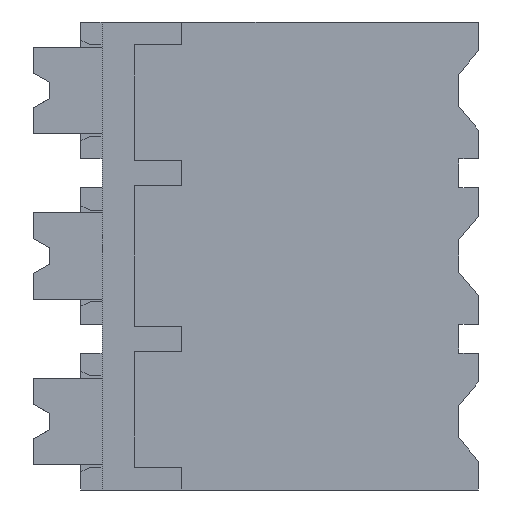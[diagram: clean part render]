
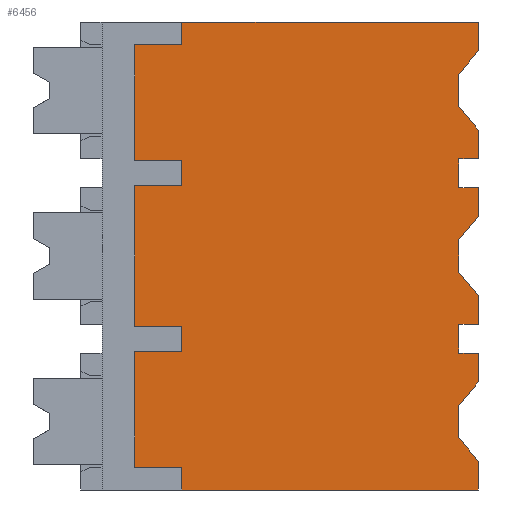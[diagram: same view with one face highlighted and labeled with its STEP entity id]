
A CAD part, left-side view. The second image highlights one B-rep face of the part: STEP entity #6456.
In plain terms, the highlighted planar face has unit normal (-1, 0, 0).
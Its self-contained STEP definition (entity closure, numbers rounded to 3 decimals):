
#50=DIRECTION('',(0.,-1.,0.));
#51=VECTOR('',#50,9.1);
#52=CARTESIAN_POINT('',(0.,9.1,-12.26));
#53=LINE('',#52,#51);
#1322=DIRECTION('',(0.,0.,1.));
#1323=VECTOR('',#1322,0.885);
#1324=CARTESIAN_POINT('',(0.,0.,1.215));
#1325=LINE('',#1324,#1323);
#1338=DIRECTION('',(0.,0.,1.));
#1339=VECTOR('',#1338,0.885);
#1340=CARTESIAN_POINT('',(0.,0.,-12.26));
#1341=LINE('',#1340,#1339);
#1346=DIRECTION('',(0.,0.,1.));
#1347=VECTOR('',#1346,0.885);
#1348=CARTESIAN_POINT('',(0.,0.,-2.1));
#1349=LINE('',#1348,#1347);
#1370=DIRECTION('',(0.,0.,1.));
#1371=VECTOR('',#1370,0.885);
#1372=CARTESIAN_POINT('',(0.,0.,-3.865));
#1373=LINE('',#1372,#1371);
#1378=DIRECTION('',(0.,0.,1.));
#1379=VECTOR('',#1378,0.885);
#1380=CARTESIAN_POINT('',(0.,0.,-7.18));
#1381=LINE('',#1380,#1379);
#1402=DIRECTION('',(0.,0.,1.));
#1403=VECTOR('',#1402,0.885);
#1404=CARTESIAN_POINT('',(0.,0.,-8.945));
#1405=LINE('',#1404,#1403);
#1410=DIRECTION('',(0.,1.,0.));
#1411=VECTOR('',#1410,0.6);
#1412=CARTESIAN_POINT('',(0.,0.,-7.18));
#1413=LINE('',#1412,#1411);
#1414=DIRECTION('',(0.,0.,1.));
#1415=VECTOR('',#1414,0.88);
#1416=CARTESIAN_POINT('',(0.,0.6,-8.06));
#1417=LINE('',#1416,#1415);
#1418=DIRECTION('',(0.,1.,0.));
#1419=VECTOR('',#1418,0.6);
#1420=CARTESIAN_POINT('',(0.,0.,-8.06));
#1421=LINE('',#1420,#1419);
#1422=DIRECTION('',(0.,-0.643,0.766));
#1423=VECTOR('',#1422,0.933);
#1424=CARTESIAN_POINT('',(0.,0.6,-9.66));
#1425=LINE('',#1424,#1423);
#1426=DIRECTION('',(0.,0.,1.));
#1427=VECTOR('',#1426,1.);
#1428=CARTESIAN_POINT('',(0.,0.6,-10.66));
#1429=LINE('',#1428,#1427);
#1430=DIRECTION('',(0.,0.643,0.766));
#1431=VECTOR('',#1430,0.933);
#1432=CARTESIAN_POINT('',(0.,0.,-11.375));
#1433=LINE('',#1432,#1431);
#1434=DIRECTION('',(0.,0.,1.));
#1435=VECTOR('',#1434,0.7);
#1436=CARTESIAN_POINT('',(0.,9.1,-12.26));
#1437=LINE('',#1436,#1435);
#1438=DIRECTION('',(0.,-1.,0.));
#1439=VECTOR('',#1438,1.45);
#1440=CARTESIAN_POINT('',(0.,10.55,-11.56));
#1441=LINE('',#1440,#1439);
#1442=DIRECTION('',(0.,0.,1.));
#1443=VECTOR('',#1442,3.55);
#1444=CARTESIAN_POINT('',(0.,10.55,-11.56));
#1445=LINE('',#1444,#1443);
#1446=DIRECTION('',(0.,1.,0.));
#1447=VECTOR('',#1446,1.45);
#1448=CARTESIAN_POINT('',(0.,9.1,-8.01));
#1449=LINE('',#1448,#1447);
#1450=DIRECTION('',(0.,0.,1.));
#1451=VECTOR('',#1450,0.78);
#1452=CARTESIAN_POINT('',(0.,9.1,-8.01));
#1453=LINE('',#1452,#1451);
#1454=DIRECTION('',(0.,-1.,0.));
#1455=VECTOR('',#1454,1.45);
#1456=CARTESIAN_POINT('',(0.,10.55,-7.23));
#1457=LINE('',#1456,#1455);
#1458=DIRECTION('',(0.,0.,1.));
#1459=VECTOR('',#1458,4.3);
#1460=CARTESIAN_POINT('',(0.,10.55,-7.23));
#1461=LINE('',#1460,#1459);
#1462=DIRECTION('',(0.,1.,0.));
#1463=VECTOR('',#1462,1.45);
#1464=CARTESIAN_POINT('',(0.,9.1,-2.93));
#1465=LINE('',#1464,#1463);
#1466=DIRECTION('',(0.,0.,1.));
#1467=VECTOR('',#1466,0.78);
#1468=CARTESIAN_POINT('',(0.,9.1,-2.93));
#1469=LINE('',#1468,#1467);
#1470=DIRECTION('',(0.,-1.,0.));
#1471=VECTOR('',#1470,1.45);
#1472=CARTESIAN_POINT('',(0.,10.55,-2.15));
#1473=LINE('',#1472,#1471);
#1474=DIRECTION('',(0.,0.,1.));
#1475=VECTOR('',#1474,3.55);
#1476=CARTESIAN_POINT('',(0.,10.55,-2.15));
#1477=LINE('',#1476,#1475);
#1478=DIRECTION('',(0.,1.,0.));
#1479=VECTOR('',#1478,1.45);
#1480=CARTESIAN_POINT('',(0.,9.1,1.4));
#1481=LINE('',#1480,#1479);
#1482=DIRECTION('',(0.,0.,1.));
#1483=VECTOR('',#1482,0.7);
#1484=CARTESIAN_POINT('',(0.,9.1,1.4));
#1485=LINE('',#1484,#1483);
#1486=DIRECTION('',(0.,-0.643,0.766));
#1487=VECTOR('',#1486,0.933);
#1488=CARTESIAN_POINT('',(0.,0.6,0.5));
#1489=LINE('',#1488,#1487);
#1490=DIRECTION('',(0.,0.,1.));
#1491=VECTOR('',#1490,1.);
#1492=CARTESIAN_POINT('',(0.,0.6,-0.5));
#1493=LINE('',#1492,#1491);
#1494=DIRECTION('',(0.,0.643,0.766));
#1495=VECTOR('',#1494,0.933);
#1496=CARTESIAN_POINT('',(0.,0.,-1.215));
#1497=LINE('',#1496,#1495);
#1498=DIRECTION('',(0.,1.,0.));
#1499=VECTOR('',#1498,0.6);
#1500=CARTESIAN_POINT('',(0.,0.,-2.1));
#1501=LINE('',#1500,#1499);
#1502=DIRECTION('',(0.,0.,1.));
#1503=VECTOR('',#1502,0.88);
#1504=CARTESIAN_POINT('',(0.,0.6,-2.98));
#1505=LINE('',#1504,#1503);
#1506=DIRECTION('',(0.,1.,0.));
#1507=VECTOR('',#1506,0.6);
#1508=CARTESIAN_POINT('',(0.,0.,-2.98));
#1509=LINE('',#1508,#1507);
#1510=DIRECTION('',(0.,-0.643,0.766));
#1511=VECTOR('',#1510,0.933);
#1512=CARTESIAN_POINT('',(0.,0.6,-4.58));
#1513=LINE('',#1512,#1511);
#1514=DIRECTION('',(0.,0.,1.));
#1515=VECTOR('',#1514,1.);
#1516=CARTESIAN_POINT('',(0.,0.6,-5.58));
#1517=LINE('',#1516,#1515);
#1518=DIRECTION('',(0.,0.643,0.766));
#1519=VECTOR('',#1518,0.933);
#1520=CARTESIAN_POINT('',(0.,0.,-6.295));
#1521=LINE('',#1520,#1519);
#2476=DIRECTION('',(0.,-1.,0.));
#2477=VECTOR('',#2476,9.1);
#2478=CARTESIAN_POINT('',(0.,9.1,2.1));
#2479=LINE('',#2478,#2477);
#3435=CARTESIAN_POINT('',(0.,9.1,-12.26));
#3436=VERTEX_POINT('',#3435);
#3437=CARTESIAN_POINT('',(0.,0.,-12.26));
#3438=VERTEX_POINT('',#3437);
#3463=CARTESIAN_POINT('',(0.,9.1,2.1));
#3464=VERTEX_POINT('',#3463);
#3465=CARTESIAN_POINT('',(0.,0.,2.1));
#3466=VERTEX_POINT('',#3465);
#3885=CARTESIAN_POINT('',(0.,9.1,1.4));
#3886=VERTEX_POINT('',#3885);
#3887=CARTESIAN_POINT('',(0.,10.55,1.4));
#3888=VERTEX_POINT('',#3887);
#3893=CARTESIAN_POINT('',(0.,9.1,-11.56));
#3894=VERTEX_POINT('',#3893);
#3895=CARTESIAN_POINT('',(0.,10.55,-11.56));
#3896=VERTEX_POINT('',#3895);
#4017=CARTESIAN_POINT('',(0.,0.,-1.215));
#4018=CARTESIAN_POINT('',(0.,0.6,-0.5));
#4019=VERTEX_POINT('',#4017);
#4020=VERTEX_POINT('',#4018);
#4021=CARTESIAN_POINT('',(0.,0.6,0.5));
#4022=VERTEX_POINT('',#4021);
#4023=CARTESIAN_POINT('',(0.,0.,1.215));
#4024=VERTEX_POINT('',#4023);
#4033=CARTESIAN_POINT('',(0.,0.,-6.295));
#4034=CARTESIAN_POINT('',(0.,0.6,-5.58));
#4035=VERTEX_POINT('',#4033);
#4036=VERTEX_POINT('',#4034);
#4037=CARTESIAN_POINT('',(0.,0.6,-4.58));
#4038=VERTEX_POINT('',#4037);
#4039=CARTESIAN_POINT('',(0.,0.,-3.865));
#4040=VERTEX_POINT('',#4039);
#4049=CARTESIAN_POINT('',(0.,0.,-11.375));
#4050=CARTESIAN_POINT('',(0.,0.6,-10.66));
#4051=VERTEX_POINT('',#4049);
#4052=VERTEX_POINT('',#4050);
#4053=CARTESIAN_POINT('',(0.,0.6,-9.66));
#4054=VERTEX_POINT('',#4053);
#4055=CARTESIAN_POINT('',(0.,0.,-8.945));
#4056=VERTEX_POINT('',#4055);
#4121=CARTESIAN_POINT('',(0.,9.1,-2.15));
#4122=VERTEX_POINT('',#4121);
#4123=CARTESIAN_POINT('',(0.,9.1,-2.93));
#4124=VERTEX_POINT('',#4123);
#4125=CARTESIAN_POINT('',(0.,10.55,-2.15));
#4126=VERTEX_POINT('',#4125);
#4127=CARTESIAN_POINT('',(0.,10.55,-2.93));
#4128=VERTEX_POINT('',#4127);
#4137=CARTESIAN_POINT('',(0.,9.1,-7.23));
#4138=VERTEX_POINT('',#4137);
#4139=CARTESIAN_POINT('',(0.,9.1,-8.01));
#4140=VERTEX_POINT('',#4139);
#4141=CARTESIAN_POINT('',(0.,10.55,-7.23));
#4142=VERTEX_POINT('',#4141);
#4143=CARTESIAN_POINT('',(0.,10.55,-8.01));
#4144=VERTEX_POINT('',#4143);
#4201=CARTESIAN_POINT('',(0.,0.,-2.1));
#4202=CARTESIAN_POINT('',(0.,0.6,-2.1));
#4203=VERTEX_POINT('',#4201);
#4204=VERTEX_POINT('',#4202);
#4205=CARTESIAN_POINT('',(0.,0.,-2.98));
#4206=CARTESIAN_POINT('',(0.,0.6,-2.98));
#4207=VERTEX_POINT('',#4205);
#4208=VERTEX_POINT('',#4206);
#4217=CARTESIAN_POINT('',(0.,0.,-7.18));
#4218=CARTESIAN_POINT('',(0.,0.6,-7.18));
#4219=VERTEX_POINT('',#4217);
#4220=VERTEX_POINT('',#4218);
#4221=CARTESIAN_POINT('',(0.,0.,-8.06));
#4222=CARTESIAN_POINT('',(0.,0.6,-8.06));
#4223=VERTEX_POINT('',#4221);
#4224=VERTEX_POINT('',#4222);
#6385=CARTESIAN_POINT('',(0.,9.1,-12.26));
#6386=DIRECTION('',(-1.,0.,0.));
#6387=DIRECTION('',(0.,-1.,0.));
#6388=AXIS2_PLACEMENT_3D('',#6385,#6386,#6387);
#6389=PLANE('',#6388);
#6391=ORIENTED_EDGE('',*,*,#6390,.T.);
#6393=ORIENTED_EDGE('',*,*,#6392,.F.);
#6395=ORIENTED_EDGE('',*,*,#6394,.F.);
#6396=ORIENTED_EDGE('',*,*,#6366,.F.);
#6398=ORIENTED_EDGE('',*,*,#6397,.F.);
#6400=ORIENTED_EDGE('',*,*,#6399,.F.);
#6402=ORIENTED_EDGE('',*,*,#6401,.F.);
#6403=ORIENTED_EDGE('',*,*,#6294,.F.);
#6404=ORIENTED_EDGE('',*,*,#4512,.F.);
#6406=ORIENTED_EDGE('',*,*,#6405,.T.);
#6408=ORIENTED_EDGE('',*,*,#6407,.F.);
#6410=ORIENTED_EDGE('',*,*,#6409,.T.);
#6412=ORIENTED_EDGE('',*,*,#6411,.F.);
#6414=ORIENTED_EDGE('',*,*,#6413,.T.);
#6416=ORIENTED_EDGE('',*,*,#6415,.F.);
#6418=ORIENTED_EDGE('',*,*,#6417,.T.);
#6420=ORIENTED_EDGE('',*,*,#6419,.F.);
#6422=ORIENTED_EDGE('',*,*,#6421,.T.);
#6424=ORIENTED_EDGE('',*,*,#6423,.F.);
#6426=ORIENTED_EDGE('',*,*,#6425,.T.);
#6428=ORIENTED_EDGE('',*,*,#6427,.F.);
#6430=ORIENTED_EDGE('',*,*,#6429,.T.);
#6432=ORIENTED_EDGE('',*,*,#6431,.T.);
#6433=ORIENTED_EDGE('',*,*,#6272,.F.);
#6434=ORIENTED_EDGE('',*,*,#6376,.F.);
#6436=ORIENTED_EDGE('',*,*,#6435,.F.);
#6438=ORIENTED_EDGE('',*,*,#6437,.F.);
#6439=ORIENTED_EDGE('',*,*,#6306,.F.);
#6441=ORIENTED_EDGE('',*,*,#6440,.T.);
#6443=ORIENTED_EDGE('',*,*,#6442,.F.);
#6445=ORIENTED_EDGE('',*,*,#6444,.F.);
#6446=ORIENTED_EDGE('',*,*,#6330,.F.);
#6448=ORIENTED_EDGE('',*,*,#6447,.F.);
#6450=ORIENTED_EDGE('',*,*,#6449,.F.);
#6452=ORIENTED_EDGE('',*,*,#6451,.F.);
#6453=ORIENTED_EDGE('',*,*,#6342,.F.);
#6454=EDGE_LOOP('',(#6391,#6393,#6395,#6396,#6398,#6400,#6402,#6403,#6404,#6406,
#6408,#6410,#6412,#6414,#6416,#6418,#6420,#6422,#6424,#6426,#6428,#6430,#6432,
#6433,#6434,#6436,#6438,#6439,#6441,#6443,#6445,#6446,#6448,#6450,#6452,#6453));
#6455=FACE_OUTER_BOUND('',#6454,.F.);
#4512=EDGE_CURVE('',#3436,#3438,#53,.T.);
#6272=EDGE_CURVE('',#4024,#3466,#1325,.T.);
#6294=EDGE_CURVE('',#3438,#4051,#1341,.T.);
#6306=EDGE_CURVE('',#4203,#4019,#1349,.T.);
#6330=EDGE_CURVE('',#4040,#4207,#1373,.T.);
#6342=EDGE_CURVE('',#4219,#4035,#1381,.T.);
#6366=EDGE_CURVE('',#4056,#4223,#1405,.T.);
#6376=EDGE_CURVE('',#4022,#4024,#1489,.T.);
#6390=EDGE_CURVE('',#4219,#4220,#1413,.T.);
#6392=EDGE_CURVE('',#4224,#4220,#1417,.T.);
#6394=EDGE_CURVE('',#4223,#4224,#1421,.T.);
#6397=EDGE_CURVE('',#4054,#4056,#1425,.T.);
#6399=EDGE_CURVE('',#4052,#4054,#1429,.T.);
#6401=EDGE_CURVE('',#4051,#4052,#1433,.T.);
#6405=EDGE_CURVE('',#3436,#3894,#1437,.T.);
#6407=EDGE_CURVE('',#3896,#3894,#1441,.T.);
#6409=EDGE_CURVE('',#3896,#4144,#1445,.T.);
#6411=EDGE_CURVE('',#4140,#4144,#1449,.T.);
#6413=EDGE_CURVE('',#4140,#4138,#1453,.T.);
#6415=EDGE_CURVE('',#4142,#4138,#1457,.T.);
#6417=EDGE_CURVE('',#4142,#4128,#1461,.T.);
#6419=EDGE_CURVE('',#4124,#4128,#1465,.T.);
#6421=EDGE_CURVE('',#4124,#4122,#1469,.T.);
#6423=EDGE_CURVE('',#4126,#4122,#1473,.T.);
#6425=EDGE_CURVE('',#4126,#3888,#1477,.T.);
#6427=EDGE_CURVE('',#3886,#3888,#1481,.T.);
#6429=EDGE_CURVE('',#3886,#3464,#1485,.T.);
#6431=EDGE_CURVE('',#3464,#3466,#2479,.T.);
#6435=EDGE_CURVE('',#4020,#4022,#1493,.T.);
#6437=EDGE_CURVE('',#4019,#4020,#1497,.T.);
#6440=EDGE_CURVE('',#4203,#4204,#1501,.T.);
#6442=EDGE_CURVE('',#4208,#4204,#1505,.T.);
#6444=EDGE_CURVE('',#4207,#4208,#1509,.T.);
#6447=EDGE_CURVE('',#4038,#4040,#1513,.T.);
#6449=EDGE_CURVE('',#4036,#4038,#1517,.T.);
#6451=EDGE_CURVE('',#4035,#4036,#1521,.T.);
#6456=ADVANCED_FACE('',(#6455),#6389,.T.);
